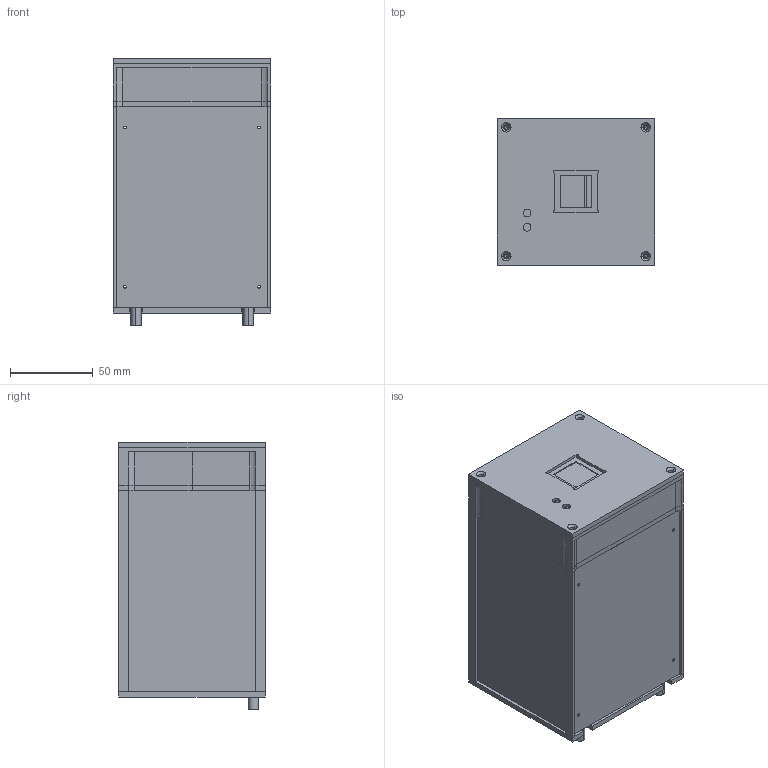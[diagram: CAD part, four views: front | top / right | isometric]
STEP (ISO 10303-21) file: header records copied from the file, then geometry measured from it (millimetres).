
FILE_DESCRIPTION((''),'2;1');
FILE_NAME('GuideCamAssembly.stp','2005-02-08T17:15:09',('Jeff'),(''),'Autodesk Inventor 9','Autodesk Inventor 9','');
FILE_SCHEMA(('AUTOMOTIVE_DESIGN { 1 0 10303 214 1 1 1 1 }'));
Length unit declared in the file: inch
Products named in the file (8): GuideCamAssembly; GuideCamChamberLid; GuideCamChamberFront; GuideCamChamberBack; GuideCamCoolTube; GuideCamSide; GuideCamTopBot; GuideCamBack
Assembly tree (10 placements, depth 2):
  GuideCamAssembly
    GuideCamChamberLid
    GuideCamChamberFront
    GuideCamChamberBack
    GuideCamCoolTube  x2
    GuideCamSide  x2
    GuideCamTopBot  x2
    GuideCamBack
Bounding box: 95.25 x 88.93 x 162.08 mm (x, y, z)
Volume: 227403.4 mm3; surface area: 195729.6 mm2
Topology: 10 solids, 10 shells, 435 faces, 1174 edges, 748 vertices
Faces by surface type: plane 193, cylinder 134, bspline 96, cone 12
Entity records: 12565 total; most frequent: CARTESIAN_POINT 3414, ORIENTED_EDGE 1868, DIRECTION 1850, EDGE_CURVE 934, AXIS2_PLACEMENT_3D 632, VERTEX_POINT 612, VECTOR 586, LINE 586
